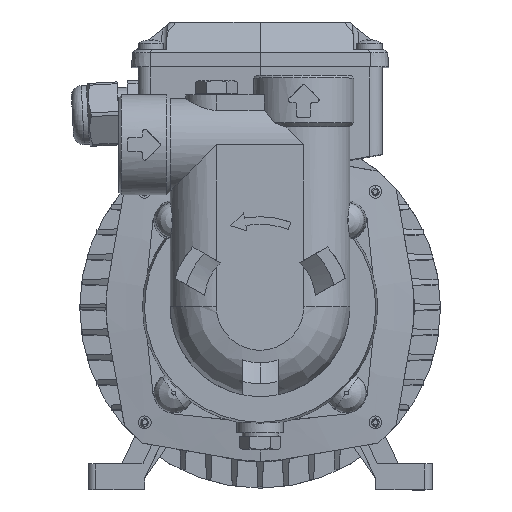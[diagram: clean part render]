
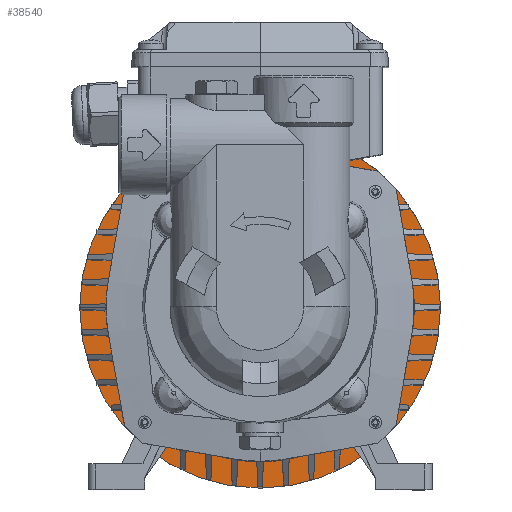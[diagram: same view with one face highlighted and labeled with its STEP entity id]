
A CAD part, top view. The second image highlights one B-rep face of the part: STEP entity #38540.
In plain terms, the highlighted planar face has unit normal (0, 0, 1).
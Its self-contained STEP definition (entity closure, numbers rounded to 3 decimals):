
#730 = CARTESIAN_POINT ( 'NONE',  ( 60., 71., -145.315 ) ) ;
#2234 = AXIS2_PLACEMENT_3D ( 'NONE', #6208, #47974, #28746 ) ;
#3027 = FACE_BOUND ( 'NONE', #35297, .T. ) ;
#3440 = DIRECTION ( 'NONE',  ( 1., 0., 0. ) ) ;
#3842 = VERTEX_POINT ( 'NONE', #32301 ) ;
#5280 = ORIENTED_EDGE ( 'NONE', *, *, #30531, .F. ) ;
#6208 = CARTESIAN_POINT ( 'NONE',  ( 44.901, 26.099, -145.315 ) ) ;
#6398 = DIRECTION ( 'NONE',  ( 0., 0., -1. ) ) ;
#6852 = CIRCLE ( 'NONE', #46450, 70.25 ) ;
#7307 = CARTESIAN_POINT ( 'NONE',  ( -42.721, 26.099, -145.315 ) ) ;
#7875 = CIRCLE ( 'NONE', #2234, 2.18 ) ;
#8030 = ORIENTED_EDGE ( 'NONE', *, *, #18206, .F. ) ;
#10472 = CIRCLE ( 'NONE', #23432, 60. ) ;
#10763 = CARTESIAN_POINT ( 'NONE',  ( -44.901, 115.901, -145.315 ) ) ;
#11244 = DIRECTION ( 'NONE',  ( 1., 0., 0. ) ) ;
#11640 = ORIENTED_EDGE ( 'NONE', *, *, #33081, .T. ) ;
#11794 = VERTEX_POINT ( 'NONE', #31052 ) ;
#12287 = EDGE_LOOP ( 'NONE', ( #21718, #27557 ) ) ;
#13423 = ORIENTED_EDGE ( 'NONE', *, *, #40198, .T. ) ;
#13663 = DIRECTION ( 'NONE',  ( 1., 0., 0. ) ) ;
#15016 = CARTESIAN_POINT ( 'NONE',  ( 42.721, 26.099, -145.315 ) ) ;
#15808 = DIRECTION ( 'NONE',  ( 1., 0., 0. ) ) ;
#16259 = DIRECTION ( 'NONE',  ( 1., 0., 0. ) ) ;
#16406 = ORIENTED_EDGE ( 'NONE', *, *, #49595, .T. ) ;
#16896 = CIRCLE ( 'NONE', #45207, 2.18 ) ;
#17519 = DIRECTION ( 'NONE',  ( 1., 0., 0. ) ) ;
#17878 = DIRECTION ( 'NONE',  ( 0., 0., -1. ) ) ;
#17926 = CARTESIAN_POINT ( 'NONE',  ( 47.081, 26.099, -145.315 ) ) ;
#18206 = EDGE_CURVE ( 'NONE', #32000, #11794, #6852, .T. ) ;
#18693 = PLANE ( 'NONE',  #20957 ) ;
#19430 = CIRCLE ( 'NONE', #39649, 2.18 ) ;
#19809 = CARTESIAN_POINT ( 'NONE',  ( 47.081, 115.901, -145.315 ) ) ;
#19968 = CARTESIAN_POINT ( 'NONE',  ( -44.901, 26.099, -145.315 ) ) ;
#20710 = DIRECTION ( 'NONE',  ( 1., 0., 0. ) ) ;
#20957 = AXIS2_PLACEMENT_3D ( 'NONE', #34141, #49578, #30341 ) ;
#21161 = DIRECTION ( 'NONE',  ( 1., 0., 0. ) ) ;
#21565 = CIRCLE ( 'NONE', #28071, 2.18 ) ;
#21577 = ORIENTED_EDGE ( 'NONE', *, *, #28030, .T. ) ;
#21718 = ORIENTED_EDGE ( 'NONE', *, *, #36601, .T. ) ;
#22510 = FACE_BOUND ( 'NONE', #41146, .T. ) ;
#22682 = CARTESIAN_POINT ( 'NONE',  ( -47.081, 115.901, -145.315 ) ) ;
#22691 = CARTESIAN_POINT ( 'NONE',  ( 44.901, 115.901, -145.315 ) ) ;
#22827 = ORIENTED_EDGE ( 'NONE', *, *, #32908, .T. ) ;
#22884 = CARTESIAN_POINT ( 'NONE',  ( -44.901, 115.901, -145.315 ) ) ;
#22967 = ORIENTED_EDGE ( 'NONE', *, *, #27258, .T. ) ;
#23432 = AXIS2_PLACEMENT_3D ( 'NONE', #24863, #28657, #16259 ) ;
#23491 = VERTEX_POINT ( 'NONE', #17926 ) ;
#24863 = CARTESIAN_POINT ( 'NONE',  ( 0., 71., -145.315 ) ) ;
#25486 = DIRECTION ( 'NONE',  ( 1., 0., 0. ) ) ;
#25701 = AXIS2_PLACEMENT_3D ( 'NONE', #36054, #31763, #35810 ) ;
#25810 = AXIS2_PLACEMENT_3D ( 'NONE', #22691, #38136, #3440 ) ;
#25856 = EDGE_LOOP ( 'NONE', ( #13423, #11640 ) ) ;
#26233 = CARTESIAN_POINT ( 'NONE',  ( 70.25, 71., -145.315 ) ) ;
#26420 = AXIS2_PLACEMENT_3D ( 'NONE', #45031, #29867, #13663 ) ;
#27258 = EDGE_CURVE ( 'NONE', #29355, #3842, #40788, .T. ) ;
#27557 = ORIENTED_EDGE ( 'NONE', *, *, #39116, .T. ) ;
#27634 = CARTESIAN_POINT ( 'NONE',  ( 42.721, 115.901, -145.315 ) ) ;
#27753 = CARTESIAN_POINT ( 'NONE',  ( 44.901, 26.099, -145.315 ) ) ;
#28030 = EDGE_CURVE ( 'NONE', #38336, #47979, #32743, .T. ) ;
#28071 = AXIS2_PLACEMENT_3D ( 'NONE', #44969, #17878, #25486 ) ;
#28534 = VERTEX_POINT ( 'NONE', #730 ) ;
#28657 = DIRECTION ( 'NONE',  ( 0., 0., -1. ) ) ;
#28746 = DIRECTION ( 'NONE',  ( 1., 0., 0. ) ) ;
#28764 = CARTESIAN_POINT ( 'NONE',  ( 44.901, 115.901, -145.315 ) ) ;
#28925 = CIRCLE ( 'NONE', #25701, 60. ) ;
#29355 = VERTEX_POINT ( 'NONE', #7307 ) ;
#29493 = AXIS2_PLACEMENT_3D ( 'NONE', #19968, #43512, #20710 ) ;
#29685 = CARTESIAN_POINT ( 'NONE',  ( 0., 71., -145.315 ) ) ;
#29867 = DIRECTION ( 'NONE',  ( 0., 0., -1. ) ) ;
#30321 = AXIS2_PLACEMENT_3D ( 'NONE', #28764, #44202, #21161 ) ;
#30341 = DIRECTION ( 'NONE',  ( 0., -1., 0. ) ) ;
#30531 = EDGE_CURVE ( 'NONE', #11794, #32000, #48251, .T. ) ;
#30563 = CARTESIAN_POINT ( 'NONE',  ( -60., 71., -145.315 ) ) ;
#31052 = CARTESIAN_POINT ( 'NONE',  ( -70.25, 71., -145.315 ) ) ;
#31763 = DIRECTION ( 'NONE',  ( 0., 0., -1. ) ) ;
#32000 = VERTEX_POINT ( 'NONE', #26233 ) ;
#32301 = CARTESIAN_POINT ( 'NONE',  ( -47.081, 26.099, -145.315 ) ) ;
#32437 = VERTEX_POINT ( 'NONE', #15016 ) ;
#32743 = CIRCLE ( 'NONE', #30321, 2.18 ) ;
#32908 = EDGE_CURVE ( 'NONE', #32437, #23491, #7875, .T. ) ;
#33081 = EDGE_CURVE ( 'NONE', #48330, #43108, #39430, .T. ) ;
#34007 = VERTEX_POINT ( 'NONE', #30563 ) ;
#34037 = DIRECTION ( 'NONE',  ( 0., 0., -1. ) ) ;
#34141 = CARTESIAN_POINT ( 'NONE',  ( 140.5, -69.5, -145.315 ) ) ;
#35297 = EDGE_LOOP ( 'NONE', ( #36467, #22827 ) ) ;
#35810 = DIRECTION ( 'NONE',  ( 1., 0., 0. ) ) ;
#36054 = CARTESIAN_POINT ( 'NONE',  ( 0., 71., -145.315 ) ) ;
#36467 = ORIENTED_EDGE ( 'NONE', *, *, #49671, .T. ) ;
#36601 = EDGE_CURVE ( 'NONE', #28534, #34007, #28925, .T. ) ;
#37386 = CARTESIAN_POINT ( 'NONE',  ( -42.721, 115.901, -145.315 ) ) ;
#37696 = FACE_OUTER_BOUND ( 'NONE', #40930, .T. ) ;
#38131 = DIRECTION ( 'NONE',  ( 1., 0., 0. ) ) ;
#38136 = DIRECTION ( 'NONE',  ( 0., 0., -1. ) ) ;
#38336 = VERTEX_POINT ( 'NONE', #27634 ) ;
#38540 = ADVANCED_FACE ( 'NONE', ( #46279, #3027, #22510, #41728, #46049, #37696 ), #18693, .T. ) ;
#38741 = CIRCLE ( 'NONE', #25810, 2.18 ) ;
#39112 = DIRECTION ( 'NONE',  ( 0., 0., -1. ) ) ;
#39116 = EDGE_CURVE ( 'NONE', #34007, #28534, #10472, .T. ) ;
#39430 = CIRCLE ( 'NONE', #46688, 2.18 ) ;
#39649 = AXIS2_PLACEMENT_3D ( 'NONE', #10763, #41412, #38131 ) ;
#40198 = EDGE_CURVE ( 'NONE', #43108, #48330, #19430, .T. ) ;
#40788 = CIRCLE ( 'NONE', #29493, 2.18 ) ;
#40930 = EDGE_LOOP ( 'NONE', ( #8030, #5280 ) ) ;
#41146 = EDGE_LOOP ( 'NONE', ( #22967, #49317 ) ) ;
#41412 = DIRECTION ( 'NONE',  ( 0., 0., -1. ) ) ;
#41728 = FACE_BOUND ( 'NONE', #25856, .T. ) ;
#42471 = EDGE_LOOP ( 'NONE', ( #16406, #21577 ) ) ;
#43108 = VERTEX_POINT ( 'NONE', #37386 ) ;
#43152 = EDGE_CURVE ( 'NONE', #3842, #29355, #21565, .T. ) ;
#43512 = DIRECTION ( 'NONE',  ( 0., 0., -1. ) ) ;
#44202 = DIRECTION ( 'NONE',  ( 0., 0., -1. ) ) ;
#44969 = CARTESIAN_POINT ( 'NONE',  ( -44.901, 26.099, -145.315 ) ) ;
#45031 = CARTESIAN_POINT ( 'NONE',  ( 0., 71., -145.315 ) ) ;
#45207 = AXIS2_PLACEMENT_3D ( 'NONE', #27753, #39112, #15808 ) ;
#46049 = FACE_BOUND ( 'NONE', #42471, .T. ) ;
#46279 = FACE_BOUND ( 'NONE', #12287, .T. ) ;
#46450 = AXIS2_PLACEMENT_3D ( 'NONE', #29685, #6398, #17519 ) ;
#46688 = AXIS2_PLACEMENT_3D ( 'NONE', #22884, #34037, #11244 ) ;
#47974 = DIRECTION ( 'NONE',  ( 0., 0., -1. ) ) ;
#47979 = VERTEX_POINT ( 'NONE', #19809 ) ;
#48251 = CIRCLE ( 'NONE', #26420, 70.25 ) ;
#48330 = VERTEX_POINT ( 'NONE', #22682 ) ;
#49317 = ORIENTED_EDGE ( 'NONE', *, *, #43152, .T. ) ;
#49578 = DIRECTION ( 'NONE',  ( 0., 0., 1. ) ) ;
#49595 = EDGE_CURVE ( 'NONE', #47979, #38336, #38741, .T. ) ;
#49671 = EDGE_CURVE ( 'NONE', #23491, #32437, #16896, .T. ) ;
